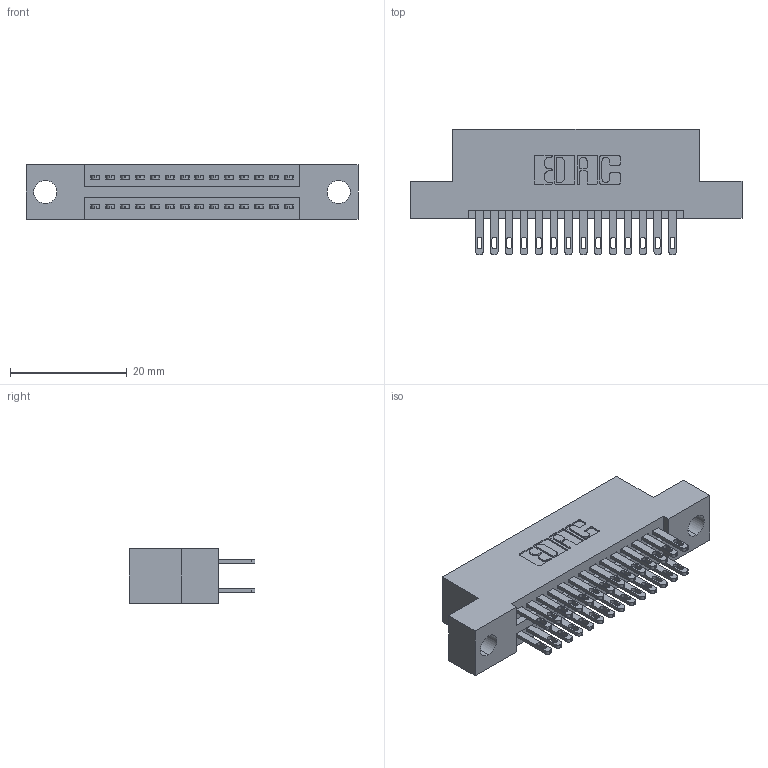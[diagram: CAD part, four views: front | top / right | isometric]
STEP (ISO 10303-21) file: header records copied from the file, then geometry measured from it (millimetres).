
FILE_DESCRIPTION (( 'STEP AP203' ), '1' );
FILE_NAME ('895-028-500-204.STEP', '2020-09-25T15:58:14', ( '' ), ( '' ), 'SwSTEP 2.0', 'SolidWorks 2020', '' );
FILE_SCHEMA (( 'CONFIG_CONTROL_DESIGN' ));
Length unit declared in the file: inch
Products named in the file (3): 895-028-500-204; 845 Part_Flush Mounting Lugs - 0.156 Dia-TH; 345-292-001_345-293-100
Assembly tree (29 placements, depth 2):
  895-028-500-204
    845 Part_Flush Mounting Lugs - 0.156 Dia-TH
    345-292-001_345-293-100  x28
Bounding box: 56.77 x 21.51 x 9.4 mm (x, y, z)
Volume: 5252.4 mm3; surface area: 7322.4 mm2
Topology: 29 solids, 29 shells, 1414 faces, 4289 edges, 2858 vertices
Faces by surface type: plane 836, cylinder 578
Entity records: 14687 total; most frequent: CARTESIAN_POINT 2488, ORIENTED_EDGE 2422, DIRECTION 2231, EDGE_CURVE 1211, LINE 1019, VECTOR 1019, VERTEX_POINT 806, AXIS2_PLACEMENT_3D 606
